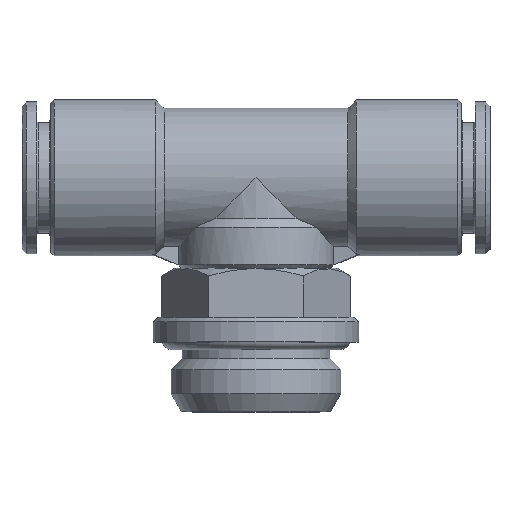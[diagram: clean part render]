
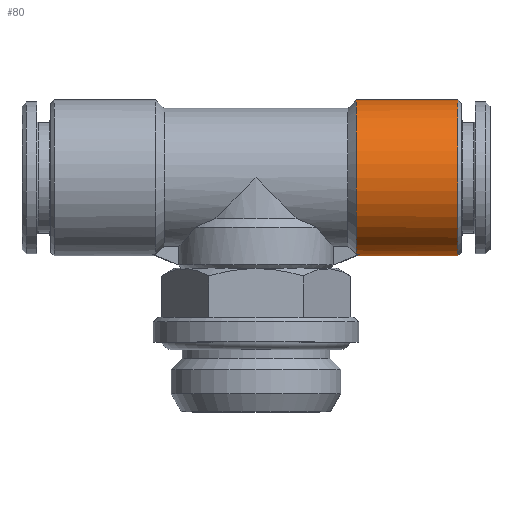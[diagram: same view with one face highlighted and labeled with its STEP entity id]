
A CAD part, top view. The second image highlights one B-rep face of the part: STEP entity #80.
In plain terms, the highlighted cylindrical face has radius 9.5 mm (diameter 19 mm), a full revolution.
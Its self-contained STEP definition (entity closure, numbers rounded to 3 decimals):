
#80 = ADVANCED_FACE( 'NONE', ( #153, #154 ), #155, .T. );
#153 = FACE_OUTER_BOUND( '', #359, .T. );
#154 = FACE_OUTER_BOUND( '', #360, .T. );
#155 = CYLINDRICAL_SURFACE( '', #361, 9.5 );
#359 = EDGE_LOOP( '', ( #602, #603, #604, #605 ) );
#360 = EDGE_LOOP( '', ( #606 ) );
#361 = AXIS2_PLACEMENT_3D( '', #607, #608, #609 );
#602 = ORIENTED_EDGE( '', *, *, #1077, .F. );
#603 = ORIENTED_EDGE( '', *, *, #1078, .F. );
#604 = ORIENTED_EDGE( '', *, *, #1079, .F. );
#605 = ORIENTED_EDGE( '', *, *, #1080, .T. );
#606 = ORIENTED_EDGE( '', *, *, #1081, .T. );
#607 = CARTESIAN_POINT( '', ( -11.484, 0., 0. ) );
#608 = DIRECTION( '', ( 1., 0., 0. ) );
#609 = DIRECTION( '', ( 0., 0., 1. ) );
#1077 = EDGE_CURVE( 'NONE', #1402, #1403, #1404, .T. );
#1078 = EDGE_CURVE( 'NONE', #1405, #1402, #1406, .T. );
#1079 = EDGE_CURVE( 'NONE', #1407, #1405, #1408, .T. );
#1080 = EDGE_CURVE( 'NONE', #1407, #1403, #1409, .T. );
#1081 = EDGE_CURVE( 'NONE', #1410, #1410, #1411, .T. );
#1402 = VERTEX_POINT( 'NONE', #1778 );
#1403 = VERTEX_POINT( 'NONE', #1779 );
#1404 = CIRCLE( '', #1780, 9.5 );
#1405 = VERTEX_POINT( 'NONE', #1781 );
#1406 = ( BOUNDED_CURVE(  )B_SPLINE_CURVE( 3, ( #1784, #1785, #1786, #1787 ), .UNSPECIFIED., .F., .F. )B_SPLINE_CURVE_WITH_KNOTS( ( 4, 4 ), ( 4.501, 4.508 ), .UNSPECIFIED. )CURVE(  )GEOMETRIC_REPRESENTATION_ITEM(  )RATIONAL_B_SPLINE_CURVE( ( 1., 1., 1., 1. ) )REPRESENTATION_ITEM( '' ) );
#1407 = VERTEX_POINT( 'NONE', #1793 );
#1408 = B_SPLINE_CURVE_WITH_KNOTS( '', 3, ( #1794, #1795, #1796, #1797, #1798, #1799, #1800, #1801, #1802, #1803, #1804, #1805, #1806, #1807, #1808 ), .UNSPECIFIED., .F., .F., ( 4, 1, 1, 1, 1, 1, 1, 1, 1, 1, 1, 1, 4 ), ( 0., 0.051, 0.101, 0.151, 0.201, 0.251, 0.375, 0.499, 0.624, 0.75, 0.833, 0.916, 1. ), .UNSPECIFIED. );
#1409 = ( BOUNDED_CURVE(  )B_SPLINE_CURVE( 3, ( #1811, #1812, #1813, #1814 ), .UNSPECIFIED., .F., .F. )B_SPLINE_CURVE_WITH_KNOTS( ( 4, 4 ), ( 4.501, 4.508 ), .UNSPECIFIED. )CURVE(  )GEOMETRIC_REPRESENTATION_ITEM(  )RATIONAL_B_SPLINE_CURVE( ( 1., 1., 1., 1. ) )REPRESENTATION_ITEM( '' ) );
#1410 = VERTEX_POINT( '', #1820 );
#1411 = CIRCLE( '', #1821, 9.5 );
#1778 = CARTESIAN_POINT( '', ( 12.2, -9.301, 1.932 ) );
#1779 = CARTESIAN_POINT( '', ( 12.2, -9.301, -1.932 ) );
#1780 = AXIS2_PLACEMENT_3D( '', #2391, #2392, #2393 );
#1781 = CARTESIAN_POINT( '', ( 12.589, -9.288, 1.994 ) );
#1784 = CARTESIAN_POINT( '', ( 12.589, -9.288, 1.994 ) );
#1785 = CARTESIAN_POINT( '', ( 12.46, -9.293, 1.973 ) );
#1786 = CARTESIAN_POINT( '', ( 12.33, -9.297, 1.953 ) );
#1787 = CARTESIAN_POINT( '', ( 12.2, -9.301, 1.932 ) );
#1793 = CARTESIAN_POINT( '', ( 12.589, -9.288, -1.994 ) );
#1794 = CARTESIAN_POINT( '', ( 12.589, -9.288, -1.994 ) );
#1795 = CARTESIAN_POINT( '', ( 12.566, -9.302, -1.93 ) );
#1796 = CARTESIAN_POINT( '', ( 12.519, -9.328, -1.802 ) );
#1797 = CARTESIAN_POINT( '', ( 12.457, -9.364, -1.608 ) );
#1798 = CARTESIAN_POINT( '', ( 12.402, -9.395, -1.413 ) );
#1799 = CARTESIAN_POINT( '', ( 12.355, -9.423, -1.216 ) );
#1800 = CARTESIAN_POINT( '', ( 12.294, -9.458, -0.917 ) );
#1801 = CARTESIAN_POINT( '', ( 12.238, -9.491, -0.513 ) );
#1802 = CARTESIAN_POINT( '', ( 12.215, -9.505, -0.001 ) );
#1803 = CARTESIAN_POINT( '', ( 12.238, -9.491, 0.512 ) );
#1804 = CARTESIAN_POINT( '', ( 12.301, -9.454, 0.963 ) );
#1805 = CARTESIAN_POINT( '', ( 12.384, -9.406, 1.35 ) );
#1806 = CARTESIAN_POINT( '', ( 12.475, -9.353, 1.676 ) );
#1807 = CARTESIAN_POINT( '', ( 12.551, -9.31, 1.887 ) );
#1808 = CARTESIAN_POINT( '', ( 12.589, -9.288, 1.994 ) );
#1811 = CARTESIAN_POINT( '', ( 12.589, -9.288, -1.994 ) );
#1812 = CARTESIAN_POINT( '', ( 12.46, -9.293, -1.973 ) );
#1813 = CARTESIAN_POINT( '', ( 12.33, -9.297, -1.953 ) );
#1814 = CARTESIAN_POINT( '', ( 12.2, -9.301, -1.932 ) );
#1820 = CARTESIAN_POINT( '', ( 24.6, 0., 9.5 ) );
#1821 = AXIS2_PLACEMENT_3D( '', #2394, #2395, #2396 );
#2391 = CARTESIAN_POINT( '', ( 12.2, 0., 0. ) );
#2392 = DIRECTION( '', ( -1., 0., 0. ) );
#2393 = DIRECTION( '', ( 0., 0., 1. ) );
#2394 = CARTESIAN_POINT( '', ( 24.6, 0., 0. ) );
#2395 = DIRECTION( '', ( -1., 0., 0. ) );
#2396 = DIRECTION( '', ( 0., 0., 1. ) );
